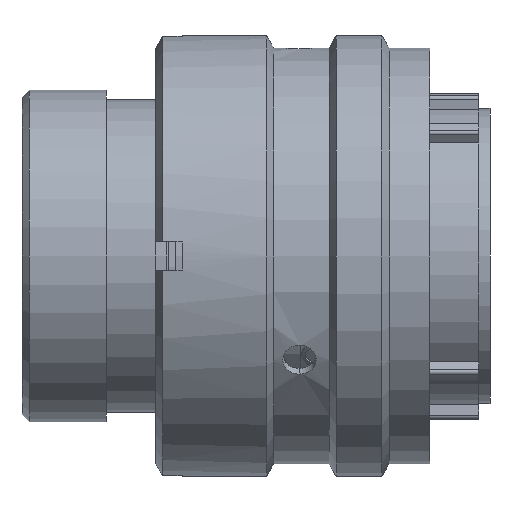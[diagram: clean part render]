
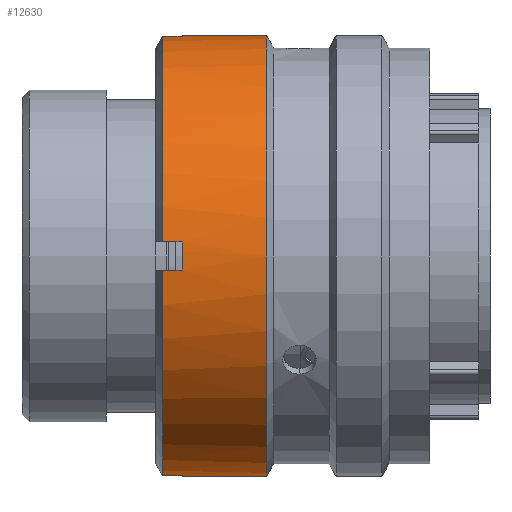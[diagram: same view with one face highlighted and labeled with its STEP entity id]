
A CAD part, front view. The second image highlights one B-rep face of the part: STEP entity #12630.
In plain terms, the highlighted cylindrical face has radius 15.7 mm (diameter 31.4 mm), a partial arc.
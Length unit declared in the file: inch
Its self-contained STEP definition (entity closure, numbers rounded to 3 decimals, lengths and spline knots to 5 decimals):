
#559 = AXIS2_PLACEMENT_3D ( 'NONE', #44130, #12047, #49481 ) ;
#1534 = ORIENTED_EDGE ( 'NONE', *, *, #26668, .F. ) ;
#1620 = EDGE_CURVE ( 'NONE', #30654, #63527, #26359, .T. ) ;
#1911 = DIRECTION ( 'NONE',  ( 1., 0., 0. ) ) ;
#3617 = DIRECTION ( 'NONE',  ( 0., 0., -1. ) ) ;
#4391 = CARTESIAN_POINT ( 'NONE',  ( 0.68661, 0., 0.61811 ) ) ;
#5586 = EDGE_CURVE ( 'NONE', #14440, #55752, #44050, .T. ) ;
#5706 = AXIS2_PLACEMENT_3D ( 'NONE', #60444, #28356, #65842 ) ;
#5749 = CARTESIAN_POINT ( 'NONE',  ( 0.39449, -0.61686, 0.03937 ) ) ;
#5804 = EDGE_CURVE ( 'NONE', #43558, #14440, #36446, .T. ) ;
#5888 = VECTOR ( 'NONE', #39809, 39.37008 ) ;
#6086 = VERTEX_POINT ( 'NONE', #38501 ) ;
#6218 = CIRCLE ( 'NONE', #8049, 0.61811 ) ;
#6486 = CARTESIAN_POINT ( 'NONE',  ( 1.14449, 0., 0.61811 ) ) ;
#6989 = FACE_OUTER_BOUND ( 'NONE', #54563, .T. ) ;
#7675 = CARTESIAN_POINT ( 'NONE',  ( 1.14449, -0.61686, 0.03937 ) ) ;
#7798 = CARTESIAN_POINT ( 'NONE',  ( 0.68661, 0., 0. ) ) ;
#7914 = VECTOR ( 'NONE', #24487, 39.37008 ) ;
#8049 = AXIS2_PLACEMENT_3D ( 'NONE', #25781, #63250, #31086 ) ;
#8939 = AXIS2_PLACEMENT_3D ( 'NONE', #26391, #63633, #21263 ) ;
#9766 = CARTESIAN_POINT ( 'NONE',  ( 0.44961, -0.61686, -0.03937 ) ) ;
#10902 = CARTESIAN_POINT ( 'NONE',  ( 1.14449, -0.61686, -0.03937 ) ) ;
#11069 = VECTOR ( 'NONE', #57428, 39.37008 ) ;
#11089 = VERTEX_POINT ( 'NONE', #24610 ) ;
#12047 = DIRECTION ( 'NONE',  ( 1., 0., 0. ) ) ;
#12498 = AXIS2_PLACEMENT_3D ( 'NONE', #45466, #13419, #50884 ) ;
#12630 = ADVANCED_FACE ( 'NONE', ( #6989 ), #14556, .T. ) ;
#12670 = LINE ( 'NONE', #34051, #67998 ) ;
#13146 = VERTEX_POINT ( 'NONE', #58637 ) ;
#13219 = DIRECTION ( 'NONE',  ( 0., 0., -1. ) ) ;
#13419 = DIRECTION ( 'NONE',  ( 1., 0., 0. ) ) ;
#13868 = ORIENTED_EDGE ( 'NONE', *, *, #25044, .T. ) ;
#14440 = VERTEX_POINT ( 'NONE', #51935 ) ;
#14556 = CYLINDRICAL_SURFACE ( 'NONE', #8939, 0.61811 ) ;
#16548 = DIRECTION ( 'NONE',  ( -1., 0., 0. ) ) ;
#18799 = ORIENTED_EDGE ( 'NONE', *, *, #37669, .F. ) ;
#19624 = CARTESIAN_POINT ( 'NONE',  ( 0.44961, -0.03937, -0.61686 ) ) ;
#21263 = DIRECTION ( 'NONE',  ( 0., 0., -1. ) ) ;
#24487 = DIRECTION ( 'NONE',  ( -1., 0., 0. ) ) ;
#24610 = CARTESIAN_POINT ( 'NONE',  ( 0.44961, 0., 0.61811 ) ) ;
#25044 = EDGE_CURVE ( 'NONE', #11089, #43558, #6218, .T. ) ;
#25386 = CARTESIAN_POINT ( 'NONE',  ( 1.14449, -0.03937, -0.61686 ) ) ;
#25781 = CARTESIAN_POINT ( 'NONE',  ( 0.44961, 0., 0. ) ) ;
#26359 = LINE ( 'NONE', #10902, #67403 ) ;
#26391 = CARTESIAN_POINT ( 'NONE',  ( 1.14449, 0., 0. ) ) ;
#26668 = EDGE_CURVE ( 'NONE', #65772, #13146, #40056, .T. ) ;
#28356 = DIRECTION ( 'NONE',  ( 1., 0., 0. ) ) ;
#30654 = VERTEX_POINT ( 'NONE', #9766 ) ;
#31013 = CARTESIAN_POINT ( 'NONE',  ( 0.39449, -0.61686, -0.03937 ) ) ;
#31086 = DIRECTION ( 'NONE',  ( 0., 0., 1. ) ) ;
#31320 = ORIENTED_EDGE ( 'NONE', *, *, #47211, .T. ) ;
#31623 = EDGE_CURVE ( 'NONE', #57960, #6086, #68932, .T. ) ;
#31796 = CARTESIAN_POINT ( 'NONE',  ( 0.44961, -0.61686, 0.03937 ) ) ;
#31915 = EDGE_CURVE ( 'NONE', #55752, #47862, #61229, .T. ) ;
#32933 = AXIS2_PLACEMENT_3D ( 'NONE', #7798, #45274, #13219 ) ;
#33365 = ORIENTED_EDGE ( 'NONE', *, *, #34267, .T. ) ;
#34051 = CARTESIAN_POINT ( 'NONE',  ( 1.14449, 0., -0.61811 ) ) ;
#34267 = EDGE_CURVE ( 'NONE', #47862, #30654, #63399, .T. ) ;
#34282 = CARTESIAN_POINT ( 'NONE',  ( 0.39449, -0.03937, -0.61686 ) ) ;
#35230 = ORIENTED_EDGE ( 'NONE', *, *, #5804, .T. ) ;
#35762 = DIRECTION ( 'NONE',  ( 1., 0., 0. ) ) ;
#35894 = ORIENTED_EDGE ( 'NONE', *, *, #59273, .T. ) ;
#36446 = LINE ( 'NONE', #47158, #7914 ) ;
#37669 = EDGE_CURVE ( 'NONE', #11089, #65772, #40856, .T. ) ;
#38501 = CARTESIAN_POINT ( 'NONE',  ( 0.44961, 0., -0.61811 ) ) ;
#39809 = DIRECTION ( 'NONE',  ( 1., 0., 0. ) ) ;
#39965 = EDGE_CURVE ( 'NONE', #6086, #13146, #12670, .T. ) ;
#40056 = CIRCLE ( 'NONE', #32933, 0.61811 ) ;
#40856 = LINE ( 'NONE', #6486, #53420 ) ;
#41011 = ORIENTED_EDGE ( 'NONE', *, *, #1620, .T. ) ;
#43291 = CIRCLE ( 'NONE', #12498, 0.61811 ) ;
#43558 = VERTEX_POINT ( 'NONE', #66068 ) ;
#44050 = CIRCLE ( 'NONE', #63141, 0.61811 ) ;
#44130 = CARTESIAN_POINT ( 'NONE',  ( 0.44961, 0., 0. ) ) ;
#45274 = DIRECTION ( 'NONE',  ( 1., 0., 0. ) ) ;
#45466 = CARTESIAN_POINT ( 'NONE',  ( 0.39449, 0., 0. ) ) ;
#47091 = VERTEX_POINT ( 'NONE', #34282 ) ;
#47158 = CARTESIAN_POINT ( 'NONE',  ( 1.14449, -0.03937, 0.61686 ) ) ;
#47211 = EDGE_CURVE ( 'NONE', #47091, #57960, #68075, .T. ) ;
#47862 = VERTEX_POINT ( 'NONE', #31796 ) ;
#49481 = DIRECTION ( 'NONE',  ( 0., 0., 1. ) ) ;
#50884 = DIRECTION ( 'NONE',  ( 0., 0., -1. ) ) ;
#51935 = CARTESIAN_POINT ( 'NONE',  ( 0.39449, -0.03937, 0.61686 ) ) ;
#53420 = VECTOR ( 'NONE', #60193, 39.37008 ) ;
#54563 = EDGE_LOOP ( 'NONE', ( #18799, #13868, #35230, #69543, #65502, #33365, #41011, #35894, #31320, #55545, #61575, #1534 ) ) ;
#55545 = ORIENTED_EDGE ( 'NONE', *, *, #31623, .T. ) ;
#55752 = VERTEX_POINT ( 'NONE', #5749 ) ;
#57428 = DIRECTION ( 'NONE',  ( 1., 0., 0. ) ) ;
#57960 = VERTEX_POINT ( 'NONE', #19624 ) ;
#58637 = CARTESIAN_POINT ( 'NONE',  ( 0.68661, 0., -0.61811 ) ) ;
#59273 = EDGE_CURVE ( 'NONE', #63527, #47091, #43291, .T. ) ;
#60193 = DIRECTION ( 'NONE',  ( 1., 0., 0. ) ) ;
#60444 = CARTESIAN_POINT ( 'NONE',  ( 0.44961, 0., 0. ) ) ;
#61229 = LINE ( 'NONE', #7675, #5888 ) ;
#61575 = ORIENTED_EDGE ( 'NONE', *, *, #39965, .T. ) ;
#63141 = AXIS2_PLACEMENT_3D ( 'NONE', #67894, #35762, #3617 ) ;
#63250 = DIRECTION ( 'NONE',  ( 1., 0., 0. ) ) ;
#63399 = CIRCLE ( 'NONE', #5706, 0.61811 ) ;
#63527 = VERTEX_POINT ( 'NONE', #31013 ) ;
#63633 = DIRECTION ( 'NONE',  ( 1., 0., 0. ) ) ;
#65502 = ORIENTED_EDGE ( 'NONE', *, *, #31915, .T. ) ;
#65772 = VERTEX_POINT ( 'NONE', #4391 ) ;
#65842 = DIRECTION ( 'NONE',  ( 0., 0., 1. ) ) ;
#66068 = CARTESIAN_POINT ( 'NONE',  ( 0.44961, -0.03937, 0.61686 ) ) ;
#67403 = VECTOR ( 'NONE', #16548, 39.37008 ) ;
#67894 = CARTESIAN_POINT ( 'NONE',  ( 0.39449, 0., 0. ) ) ;
#67998 = VECTOR ( 'NONE', #1911, 39.37008 ) ;
#68075 = LINE ( 'NONE', #25386, #11069 ) ;
#68932 = CIRCLE ( 'NONE', #559, 0.61811 ) ;
#69543 = ORIENTED_EDGE ( 'NONE', *, *, #5586, .T. ) ;
